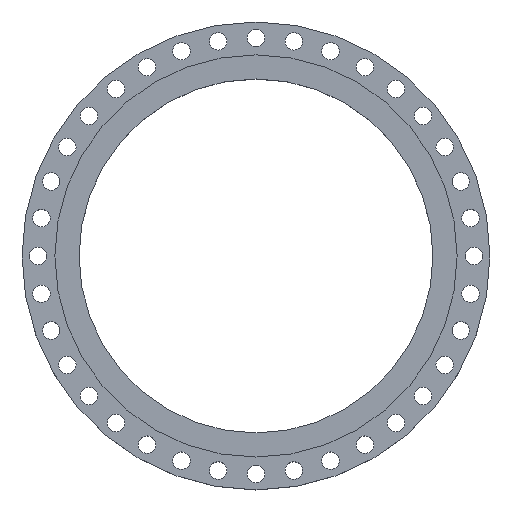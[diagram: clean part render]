
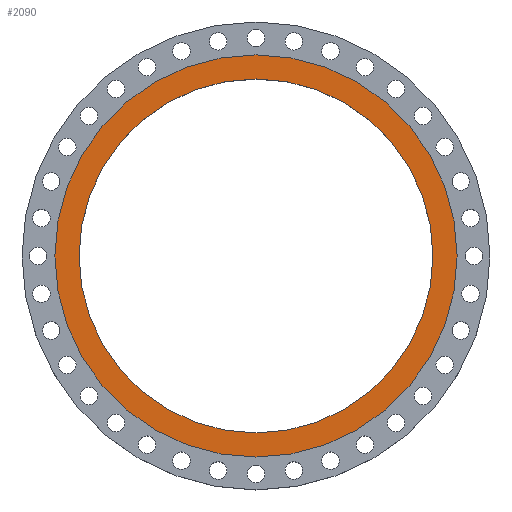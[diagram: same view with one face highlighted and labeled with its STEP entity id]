
A CAD part, top view. The second image highlights one B-rep face of the part: STEP entity #2090.
In plain terms, the highlighted planar face has unit normal (0, 0, 1).
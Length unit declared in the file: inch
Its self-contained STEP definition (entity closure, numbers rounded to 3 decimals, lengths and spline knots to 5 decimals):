
#58 = VERTEX_POINT ( 'NONE', #2952 ) ;
#283 = DIRECTION ( 'NONE',  ( 0., 0., -1. ) ) ;
#353 = CARTESIAN_POINT ( 'NONE',  ( 0., 0., 0. ) ) ;
#412 = VERTEX_POINT ( 'NONE', #3129 ) ;
#488 = CIRCLE ( 'NONE', #1967, 16.5 ) ;
#529 = CARTESIAN_POINT ( 'NONE',  ( 0., 16.5, 0. ) ) ;
#582 = ORIENTED_EDGE ( 'NONE', *, *, #2396, .F. ) ;
#584 = CIRCLE ( 'NONE', #2235, 18.75 ) ;
#644 = DIRECTION ( 'NONE',  ( 0., 0., 1. ) ) ;
#680 = CIRCLE ( 'NONE', #3005, 16.5 ) ;
#728 = CIRCLE ( 'NONE', #1346, 18.75 ) ;
#775 = FACE_BOUND ( 'NONE', #2868, .T. ) ;
#831 = DIRECTION ( 'NONE',  ( 0., 0., 1. ) ) ;
#894 = ORIENTED_EDGE ( 'NONE', *, *, #2527, .F. ) ;
#957 = EDGE_LOOP ( 'NONE', ( #2953, #2948 ) ) ;
#1121 = CARTESIAN_POINT ( 'NONE',  ( 0., 0., 0. ) ) ;
#1136 = CARTESIAN_POINT ( 'NONE',  ( 0., 0., 0. ) ) ;
#1346 = AXIS2_PLACEMENT_3D ( 'NONE', #1713, #1952, #2944 ) ;
#1620 = DIRECTION ( 'NONE',  ( 1., 0., 0. ) ) ;
#1713 = CARTESIAN_POINT ( 'NONE',  ( 0., 0., 0. ) ) ;
#1782 = FACE_OUTER_BOUND ( 'NONE', #957, .T. ) ;
#1845 = EDGE_CURVE ( 'NONE', #2110, #58, #728, .T. ) ;
#1952 = DIRECTION ( 'NONE',  ( 0., 0., 1. ) ) ;
#1967 = AXIS2_PLACEMENT_3D ( 'NONE', #1121, #644, #2845 ) ;
#2090 = ADVANCED_FACE ( 'NONE', ( #775, #1782 ), #2504, .F. ) ;
#2110 = VERTEX_POINT ( 'NONE', #2487 ) ;
#2117 = DIRECTION ( 'NONE',  ( 0., 0., 1. ) ) ;
#2235 = AXIS2_PLACEMENT_3D ( 'NONE', #1136, #2117, #1620 ) ;
#2396 = EDGE_CURVE ( 'NONE', #412, #3043, #488, .T. ) ;
#2411 = EDGE_CURVE ( 'NONE', #58, #2110, #584, .T. ) ;
#2487 = CARTESIAN_POINT ( 'NONE',  ( -18.75, 0., 0. ) ) ;
#2504 = PLANE ( 'NONE',  #2644 ) ;
#2523 = DIRECTION ( 'NONE',  ( -1., 0., 0. ) ) ;
#2527 = EDGE_CURVE ( 'NONE', #3043, #412, #680, .T. ) ;
#2644 = AXIS2_PLACEMENT_3D ( 'NONE', #529, #283, #2523 ) ;
#2809 = DIRECTION ( 'NONE',  ( 1., 0., 0. ) ) ;
#2845 = DIRECTION ( 'NONE',  ( 1., 0., 0. ) ) ;
#2868 = EDGE_LOOP ( 'NONE', ( #894, #582 ) ) ;
#2944 = DIRECTION ( 'NONE',  ( 1., 0., 0. ) ) ;
#2948 = ORIENTED_EDGE ( 'NONE', *, *, #1845, .T. ) ;
#2952 = CARTESIAN_POINT ( 'NONE',  ( 18.75, 0., 0. ) ) ;
#2953 = ORIENTED_EDGE ( 'NONE', *, *, #2411, .T. ) ;
#2971 = CARTESIAN_POINT ( 'NONE',  ( 16.5, 0., 0. ) ) ;
#3005 = AXIS2_PLACEMENT_3D ( 'NONE', #353, #831, #2809 ) ;
#3043 = VERTEX_POINT ( 'NONE', #2971 ) ;
#3129 = CARTESIAN_POINT ( 'NONE',  ( -16.5, 0., 0. ) ) ;
